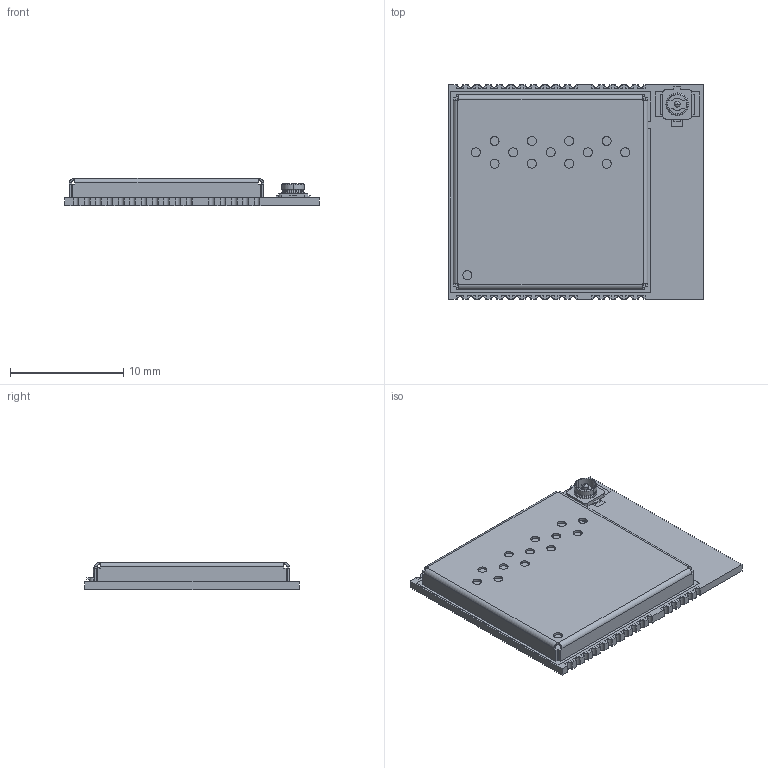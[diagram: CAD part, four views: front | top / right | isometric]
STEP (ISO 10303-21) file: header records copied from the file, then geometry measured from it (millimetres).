
FILE_DESCRIPTION (( 'STEP AP214' ), '1' );
FILE_NAME ('TT-MC1b.STEP', '2019-09-24T14:19:13', ( '' ), ( '' ), 'SwSTEP 2.0', 'SolidWorks 2019', '' );
FILE_SCHEMA (( 'AUTOMOTIVE_DESIGN' ));
Length unit declared in the file: millimetre
Products named in the file (4): U.FL-R-SMT-1; PCB_MC1b; TT-MC1b; MC_shield_3D
Assembly tree (3 placements, depth 2):
  TT-MC1b
    PCB_MC1b
    MC_shield_3D
    U.FL-R-SMT-1
Bounding box: 22.5 x 19 x 2.4 mm (x, y, z)
Volume: 376.2 mm3; surface area: 1724.8 mm2
Topology: 3 solids, 3 shells, 518 faces, 1473 edges, 968 vertices
Faces by surface type: plane 419, cylinder 91, cone 6, torus 2
Entity records: 18717 total; most frequent: CARTESIAN_POINT 2965, ORIENTED_EDGE 2946, DIRECTION 2715, EDGE_CURVE 1473, LINE 1279, VECTOR 1279, VERTEX_POINT 968, AXIS2_PLACEMENT_3D 718
